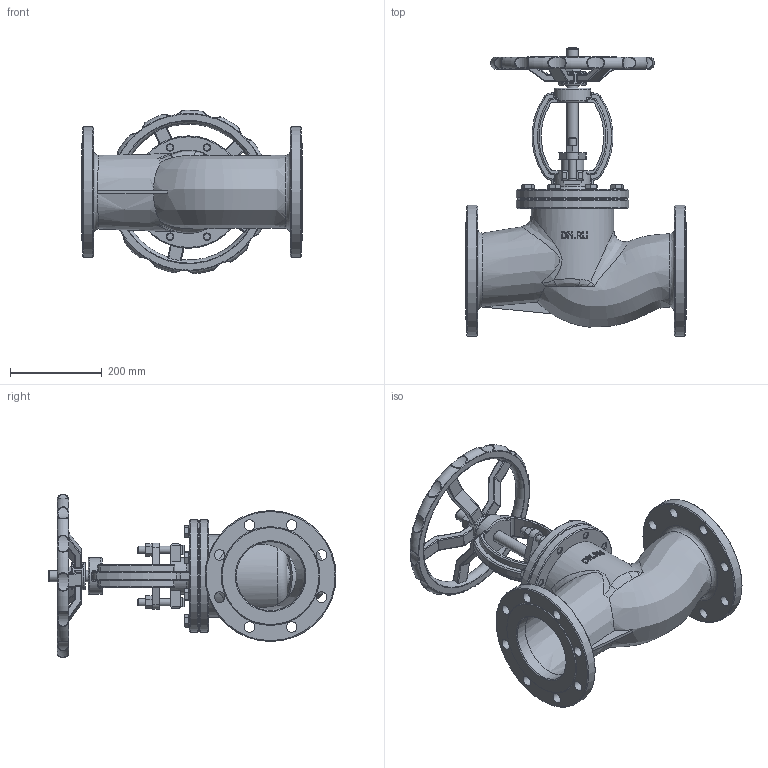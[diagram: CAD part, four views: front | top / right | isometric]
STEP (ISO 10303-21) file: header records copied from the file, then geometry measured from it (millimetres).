
FILE_DESCRIPTION(/* description */ (''),/* implementation_level */ '2;1');
FILE_NAME(/* name */ 'DN150_3D_STEP.stp',/* time_stamp */ '2024-02-11T21:45:08+03:00',/* author */ ('igorr'),/* organization */ (''),/* preprocessor_version */ 'ST-DEVELOPER v19.2',/* originating_system */ 'Autodesk Inventor 2023',/* authorisation */ '');
FILE_SCHEMA (('AUTOMOTIVE_DESIGN { 1 0 10303 214 3 1 1 }'));
Length unit declared in the file: millimetre
Products named in the file (6): Сборка; Деталь1; Деталь2; AS 1110 - M16 x 40; ANSI B18.2.4.2M - M16x2; ANSI B18.2.4.2M - M24x3
Assembly tree (13 placements, depth 2):
  Сборка
    Деталь1
    Деталь2
    AS 1110 - M16 x 40  x8
    ANSI B18.2.4.2M - M16x2  x2
    ANSI B18.2.4.2M - M24x3
Bounding box: 480 x 627 x 355.89 mm (x, y, z)
Volume: 11875383.4 mm3; surface area: 1245194.4 mm2
Topology: 13 solids, 13 shells, 1011 faces, 2365 edges, 1402 vertices
Faces by surface type: plane 318, cylinder 256, torus 143, bspline 115, cone 107, sphere 72
Full cylindrical faces by diameter (mm): 13.835 x2, 16 x28, 20.752 x1, 23 x16, 24 x8, 25 x3, 30 x1, 32.5 x1, 50 x1, 60 x1, 63.693 x1, 80 x1, 120 x1, 150 x2, 180 x1, 245 x2, 285 x2
Entity records: 32412 total; most frequent: CARTESIAN_POINT 12601, DIRECTION 3993, ORIENTED_EDGE 3920, EDGE_CURVE 1960, AXIS2_PLACEMENT_3D 1678, VERTEX_POINT 1163, EDGE_LOOP 931, CIRCLE 929
